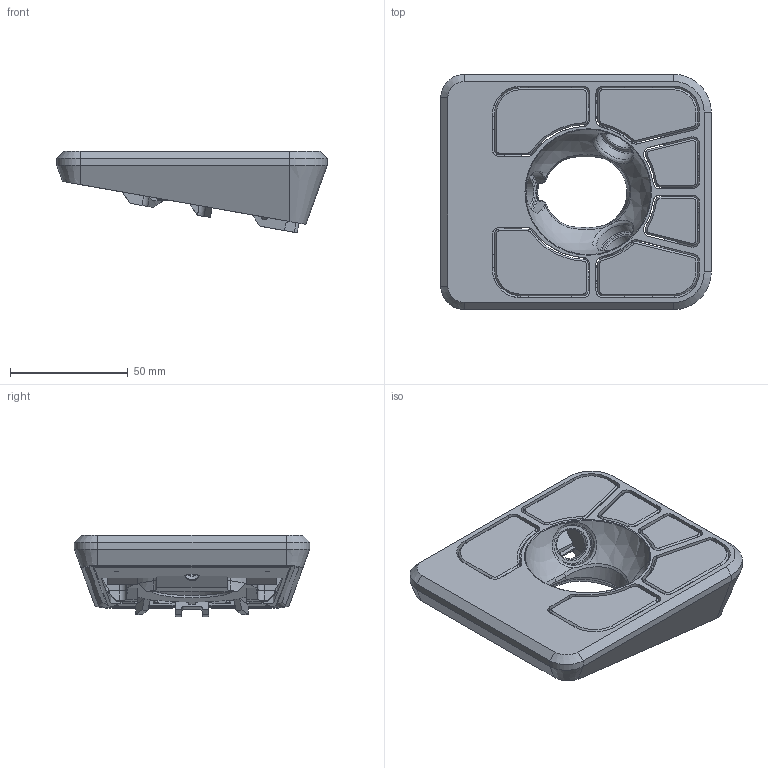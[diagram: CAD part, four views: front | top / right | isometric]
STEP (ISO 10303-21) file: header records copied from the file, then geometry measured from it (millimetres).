
FILE_DESCRIPTION(/* description */ ('STEP AP242','CAx-IF Rec.Pracs.---Representation and Presentation of Product Manufacturing Information (PMI)---4.0---2014-10-13','CAx-IF Rec.Pracs.---3D Tessellated Geometry---0.4---2014-09-14','2;1'),/* implementation_level */ '2;1');
FILE_NAME(/* name */ '67ab359abc383a2b54d45437',/* time_stamp */ '2025-02-11T11:33:48Z',/* author */ (''),/* organization */ (''),/* preprocessor_version */ 'ST-DEVELOPER v20',/* originating_system */ 'ONSHAPE BY PTC INC, 1.193',/* authorisation */ ' ');
FILE_SCHEMA (('AP242_MANAGED_MODEL_BASED_3D_ENGINEERING_MIM_LF { 1 0 10303 442 1 1 4 }'));
Length unit declared in the file: metre
Products named in the file (1): Top 52.4mm
Bounding box: 115 x 100 x 34.71 mm (x, y, z)
Volume: 120620.7 mm3; surface area: 59194.5 mm2
Topology: 1 solids, 1 shells, 924 faces, 2568 edges, 1630 vertices
Faces by surface type: plane 502, cylinder 237, cone 87, bspline 80, torus 17, sphere 1
Full cylindrical faces by diameter (mm): 1.9 x4, 6 x1, 12.85 x3, 17.35 x2
Entity records: 32142 total; most frequent: CARTESIAN_POINT 8724, ORIENTED_EDGE 5060, DIRECTION 4661, EDGE_CURVE 2530, LINE 1675, VECTOR 1675, VERTEX_POINT 1617, AXIS2_PLACEMENT_3D 1493
